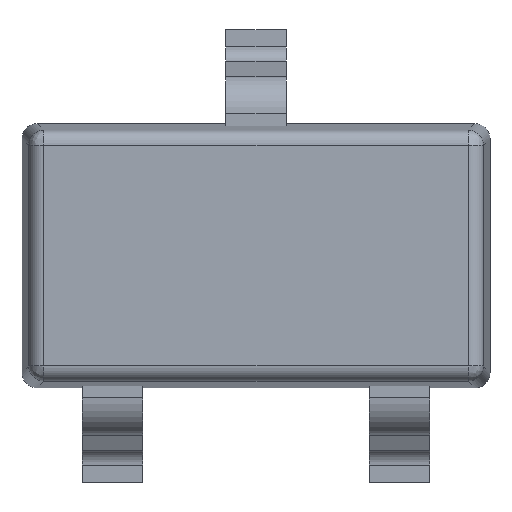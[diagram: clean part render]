
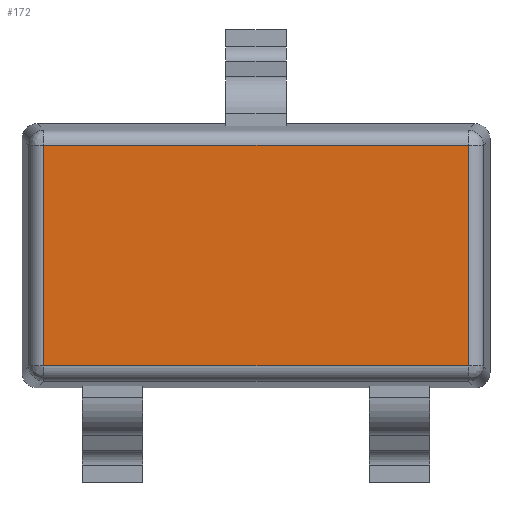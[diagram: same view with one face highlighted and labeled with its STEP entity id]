
A CAD part, top view. The second image highlights one B-rep face of the part: STEP entity #172.
In plain terms, the highlighted planar face has unit normal (0, 0, 1).
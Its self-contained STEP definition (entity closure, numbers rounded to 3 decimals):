
#172=ADVANCED_FACE('',(#856),#858,.T.);
#856=FACE_BOUND('',#857,.T.);
#857=EDGE_LOOP('',(#1485,#1486,#1487,#1488));
#858=PLANE('',#859);
#859=AXIS2_PLACEMENT_3D('',#860,#861,#862);
#860=CARTESIAN_POINT('',(0.,0.,1.45));
#861=DIRECTION('',(0.,0.,1.));
#862=DIRECTION('',(1.,0.,0.));
#1485=ORIENTED_EDGE('',*,*,#1837,.T.);
#1486=ORIENTED_EDGE('',*,*,#1838,.T.);
#1487=ORIENTED_EDGE('',*,*,#1839,.T.);
#1488=ORIENTED_EDGE('',*,*,#1840,.T.);
#1837=EDGE_CURVE('',#2049,#2050,#2051,.T.);
#1838=EDGE_CURVE('',#2050,#2052,#2053,.T.);
#1839=EDGE_CURVE('',#2052,#2054,#2055,.T.);
#1840=EDGE_CURVE('',#2054,#2049,#2056,.T.);
#2049=VERTEX_POINT('',#2425);
#2050=VERTEX_POINT('',#2426);
#2051=LINE('',#2427,#2428);
#2052=VERTEX_POINT('',#2430);
#2053=LINE('',#2431,#2432);
#2054=VERTEX_POINT('',#2434);
#2055=LINE('',#2435,#2436);
#2056=LINE('',#2438,#2439);
#2425=CARTESIAN_POINT('',(-0.456,0.669,1.45));
#2426=CARTESIAN_POINT('',(2.356,0.669,1.45));
#2427=CARTESIAN_POINT('',(-0.456,0.669,1.45));
#2428=VECTOR('',#2429,1.);
#2429=DIRECTION('',(1.,0.,0.));
#2430=CARTESIAN_POINT('',(2.356,2.131,1.45));
#2431=CARTESIAN_POINT('',(2.356,0.669,1.45));
#2432=VECTOR('',#2433,1.);
#2433=DIRECTION('',(0.,1.,0.));
#2434=CARTESIAN_POINT('',(-0.456,2.131,1.45));
#2435=CARTESIAN_POINT('',(2.356,2.131,1.45));
#2436=VECTOR('',#2437,1.);
#2437=DIRECTION('',(-1.,0.,0.));
#2438=CARTESIAN_POINT('',(-0.456,2.131,1.45));
#2439=VECTOR('',#2440,1.);
#2440=DIRECTION('',(0.,-1.,0.));
